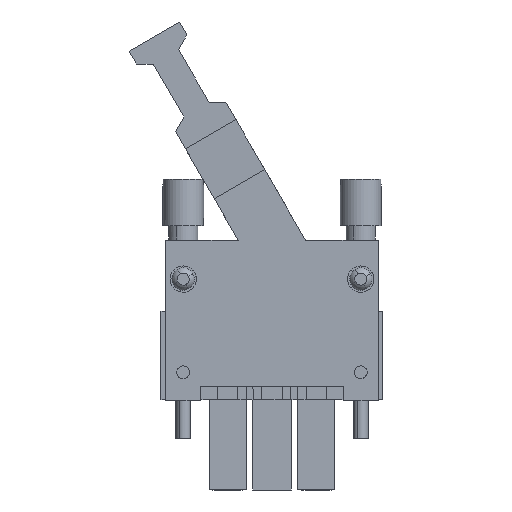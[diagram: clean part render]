
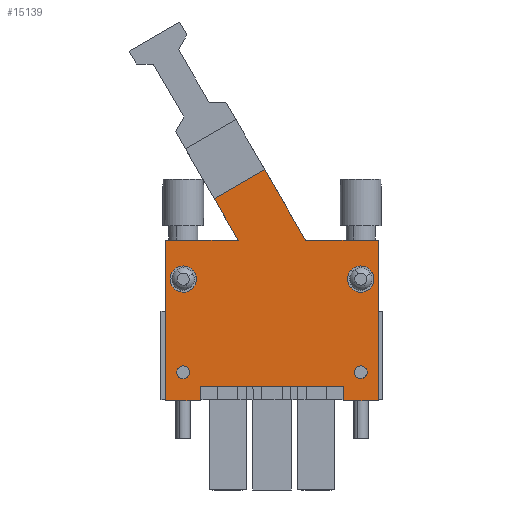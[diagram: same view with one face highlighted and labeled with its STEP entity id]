
A CAD part, front view. The second image highlights one B-rep face of the part: STEP entity #15139.
In plain terms, the highlighted planar face has unit normal (0, -1, 0).
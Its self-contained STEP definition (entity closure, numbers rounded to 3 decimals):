
#14967=AXIS2_PLACEMENT_3D('Plane Axis2P3D',#14964,#14965,#14966) ;
#15069=AXIS2_PLACEMENT_3D('Circle Axis2P3D',#15067,#15068,$) ;
#15078=AXIS2_PLACEMENT_3D('Circle Axis2P3D',#15076,#15077,$) ;
#15087=AXIS2_PLACEMENT_3D('Circle Axis2P3D',#15085,#15086,$) ;
#15096=AXIS2_PLACEMENT_3D('Circle Axis2P3D',#15094,#15095,$) ;
#15105=AXIS2_PLACEMENT_3D('Circle Axis2P3D',#15103,#15104,$) ;
#15114=AXIS2_PLACEMENT_3D('Circle Axis2P3D',#15112,#15113,$) ;
#15123=AXIS2_PLACEMENT_3D('Circle Axis2P3D',#15121,#15122,$) ;
#15132=AXIS2_PLACEMENT_3D('Circle Axis2P3D',#15130,#15131,$) ;
#14964=CARTESIAN_POINT('Axis2P3D Location',(0.,1.6,0.)) ;
#14969=CARTESIAN_POINT('Line Origine',(0.78,1.6,29.1)) ;
#14973=CARTESIAN_POINT('Vertex',(0.78,1.6,42.85)) ;
#14975=CARTESIAN_POINT('Vertex',(0.78,1.6,15.35)) ;
#14978=CARTESIAN_POINT('Line Origine',(3.77,1.6,15.35)) ;
#14982=CARTESIAN_POINT('Vertex',(6.76,1.6,15.35)) ;
#14985=CARTESIAN_POINT('Line Origine',(6.76,1.6,16.575)) ;
#14989=CARTESIAN_POINT('Vertex',(6.76,1.6,17.8)) ;
#14992=CARTESIAN_POINT('Line Origine',(19.051,1.6,17.8)) ;
#14996=CARTESIAN_POINT('Vertex',(31.341,1.6,17.8)) ;
#14999=CARTESIAN_POINT('Line Origine',(31.341,1.6,16.575)) ;
#15003=CARTESIAN_POINT('Vertex',(31.341,1.6,15.35)) ;
#15006=CARTESIAN_POINT('Line Origine',(34.331,1.6,15.35)) ;
#15010=CARTESIAN_POINT('Vertex',(37.321,1.6,15.35)) ;
#15013=CARTESIAN_POINT('Line Origine',(37.321,1.6,29.1)) ;
#15017=CARTESIAN_POINT('Vertex',(37.321,1.6,42.85)) ;
#15020=CARTESIAN_POINT('Line Origine',(31.073,1.6,42.85)) ;
#15024=CARTESIAN_POINT('Vertex',(24.825,1.6,42.85)) ;
#15027=CARTESIAN_POINT('Line Origine',(21.319,1.6,48.924)) ;
#15031=CARTESIAN_POINT('Vertex',(17.812,1.6,54.998)) ;
#15034=CARTESIAN_POINT('Line Origine',(13.481,1.6,52.497)) ;
#15038=CARTESIAN_POINT('Vertex',(9.15,1.6,49.997)) ;
#15041=CARTESIAN_POINT('Line Origine',(11.213,1.6,46.423)) ;
#15045=CARTESIAN_POINT('Vertex',(13.276,1.6,42.85)) ;
#15048=CARTESIAN_POINT('Line Origine',(7.028,1.6,42.85)) ;
#15067=CARTESIAN_POINT('Axis2P3D Location',(3.81,1.6,20.2)) ;
#15071=CARTESIAN_POINT('Vertex',(4.775,1.6,20.727)) ;
#15073=CARTESIAN_POINT('Vertex',(2.845,1.6,19.673)) ;
#15076=CARTESIAN_POINT('Axis2P3D Location',(3.81,1.6,20.2)) ;
#15085=CARTESIAN_POINT('Axis2P3D Location',(3.81,1.6,36.6)) ;
#15089=CARTESIAN_POINT('Vertex',(2.406,1.6,35.833)) ;
#15091=CARTESIAN_POINT('Vertex',(5.214,1.6,37.367)) ;
#15094=CARTESIAN_POINT('Axis2P3D Location',(3.81,1.6,36.6)) ;
#15103=CARTESIAN_POINT('Axis2P3D Location',(34.29,1.6,20.2)) ;
#15107=CARTESIAN_POINT('Vertex',(35.255,1.6,19.673)) ;
#15109=CARTESIAN_POINT('Vertex',(33.325,1.6,20.727)) ;
#15112=CARTESIAN_POINT('Axis2P3D Location',(34.29,1.6,20.2)) ;
#15121=CARTESIAN_POINT('Axis2P3D Location',(34.29,1.6,36.6)) ;
#15125=CARTESIAN_POINT('Vertex',(32.886,1.6,37.367)) ;
#15127=CARTESIAN_POINT('Vertex',(35.694,1.6,35.833)) ;
#15130=CARTESIAN_POINT('Axis2P3D Location',(34.29,1.6,36.6)) ;
#14965=DIRECTION('Axis2P3D Direction',(0.,-1.,0.)) ;
#14966=DIRECTION('Axis2P3D XDirection',(1.,0.,0.)) ;
#14970=DIRECTION('Vector Direction',(0.,0.,-1.)) ;
#14979=DIRECTION('Vector Direction',(-1.,0.,0.)) ;
#14986=DIRECTION('Vector Direction',(0.,0.,1.)) ;
#14993=DIRECTION('Vector Direction',(1.,0.,0.)) ;
#15000=DIRECTION('Vector Direction',(0.,0.,-1.)) ;
#15007=DIRECTION('Vector Direction',(-1.,0.,0.)) ;
#15014=DIRECTION('Vector Direction',(0.,0.,1.)) ;
#15021=DIRECTION('Vector Direction',(1.,0.,0.)) ;
#15028=DIRECTION('Vector Direction',(0.5,0.,-0.866)) ;
#15035=DIRECTION('Vector Direction',(0.866,0.,0.5)) ;
#15042=DIRECTION('Vector Direction',(0.5,0.,-0.866)) ;
#15049=DIRECTION('Vector Direction',(1.,0.,0.)) ;
#15068=DIRECTION('Axis2P3D Direction',(0.,-1.,0.)) ;
#15077=DIRECTION('Axis2P3D Direction',(0.,-1.,0.)) ;
#15086=DIRECTION('Axis2P3D Direction',(0.,-1.,0.)) ;
#15095=DIRECTION('Axis2P3D Direction',(0.,-1.,0.)) ;
#15104=DIRECTION('Axis2P3D Direction',(0.,-1.,0.)) ;
#15113=DIRECTION('Axis2P3D Direction',(0.,-1.,0.)) ;
#15122=DIRECTION('Axis2P3D Direction',(0.,-1.,0.)) ;
#15131=DIRECTION('Axis2P3D Direction',(0.,-1.,0.)) ;
#14971=VECTOR('Line Direction',#14970,1.) ;
#14980=VECTOR('Line Direction',#14979,1.) ;
#14987=VECTOR('Line Direction',#14986,1.) ;
#14994=VECTOR('Line Direction',#14993,1.) ;
#15001=VECTOR('Line Direction',#15000,1.) ;
#15008=VECTOR('Line Direction',#15007,1.) ;
#15015=VECTOR('Line Direction',#15014,1.) ;
#15022=VECTOR('Line Direction',#15021,1.) ;
#15029=VECTOR('Line Direction',#15028,1.) ;
#15036=VECTOR('Line Direction',#15035,1.) ;
#15043=VECTOR('Line Direction',#15042,1.) ;
#15050=VECTOR('Line Direction',#15049,1.) ;
#15054=ORIENTED_EDGE('',*,*,#14977,.T.) ;
#15055=ORIENTED_EDGE('',*,*,#14984,.T.) ;
#15056=ORIENTED_EDGE('',*,*,#14991,.T.) ;
#15057=ORIENTED_EDGE('',*,*,#14998,.T.) ;
#15058=ORIENTED_EDGE('',*,*,#15005,.T.) ;
#15059=ORIENTED_EDGE('',*,*,#15012,.T.) ;
#15060=ORIENTED_EDGE('',*,*,#15019,.T.) ;
#15061=ORIENTED_EDGE('',*,*,#15026,.T.) ;
#15062=ORIENTED_EDGE('',*,*,#15033,.F.) ;
#15063=ORIENTED_EDGE('',*,*,#15040,.F.) ;
#15064=ORIENTED_EDGE('',*,*,#15047,.F.) ;
#15065=ORIENTED_EDGE('',*,*,#15052,.T.) ;
#15082=ORIENTED_EDGE('',*,*,#15075,.F.) ;
#15083=ORIENTED_EDGE('',*,*,#15080,.F.) ;
#15100=ORIENTED_EDGE('',*,*,#15093,.F.) ;
#15101=ORIENTED_EDGE('',*,*,#15098,.F.) ;
#15118=ORIENTED_EDGE('',*,*,#15111,.F.) ;
#15119=ORIENTED_EDGE('',*,*,#15116,.F.) ;
#15136=ORIENTED_EDGE('',*,*,#15129,.F.) ;
#15137=ORIENTED_EDGE('',*,*,#15134,.F.) ;
#15084=FACE_BOUND('',#15081,.T.) ;
#15102=FACE_BOUND('',#15099,.T.) ;
#15120=FACE_BOUND('',#15117,.T.) ;
#15138=FACE_BOUND('',#15135,.T.) ;
#15139=ADVANCED_FACE('42957_SIBL BVZ(F)7.62HP-04_200 GB',(#15066,#15084,#15102,#15120,#15138),#14968,.T.) ;
#15070=CIRCLE('generated circle',#15069,1.1) ;
#15079=CIRCLE('generated circle',#15078,1.1) ;
#15088=CIRCLE('generated circle',#15087,1.6) ;
#15097=CIRCLE('generated circle',#15096,1.6) ;
#15106=CIRCLE('generated circle',#15105,1.1) ;
#15115=CIRCLE('generated circle',#15114,1.1) ;
#15124=CIRCLE('generated circle',#15123,1.6) ;
#15133=CIRCLE('generated circle',#15132,1.6) ;
#14977=EDGE_CURVE('',#14974,#14976,#14972,.T.) ;
#14984=EDGE_CURVE('',#14976,#14983,#14981,.F.) ;
#14991=EDGE_CURVE('',#14983,#14990,#14988,.T.) ;
#14998=EDGE_CURVE('',#14990,#14997,#14995,.T.) ;
#15005=EDGE_CURVE('',#14997,#15004,#15002,.T.) ;
#15012=EDGE_CURVE('',#15004,#15011,#15009,.F.) ;
#15019=EDGE_CURVE('',#15011,#15018,#15016,.T.) ;
#15026=EDGE_CURVE('',#15018,#15025,#15023,.F.) ;
#15033=EDGE_CURVE('',#15032,#15025,#15030,.T.) ;
#15040=EDGE_CURVE('',#15039,#15032,#15037,.T.) ;
#15047=EDGE_CURVE('',#15046,#15039,#15044,.F.) ;
#15052=EDGE_CURVE('',#15046,#14974,#15051,.F.) ;
#15075=EDGE_CURVE('',#15072,#15074,#15070,.T.) ;
#15080=EDGE_CURVE('',#15074,#15072,#15079,.T.) ;
#15093=EDGE_CURVE('',#15090,#15092,#15088,.T.) ;
#15098=EDGE_CURVE('',#15092,#15090,#15097,.T.) ;
#15111=EDGE_CURVE('',#15108,#15110,#15106,.T.) ;
#15116=EDGE_CURVE('',#15110,#15108,#15115,.T.) ;
#15129=EDGE_CURVE('',#15126,#15128,#15124,.T.) ;
#15134=EDGE_CURVE('',#15128,#15126,#15133,.T.) ;
#15053=EDGE_LOOP('',(#15054,#15055,#15056,#15057,#15058,#15059,#15060,#15061,#15062,#15063,#15064,#15065)) ;
#15081=EDGE_LOOP('',(#15082,#15083)) ;
#15099=EDGE_LOOP('',(#15100,#15101)) ;
#15117=EDGE_LOOP('',(#15118,#15119)) ;
#15135=EDGE_LOOP('',(#15136,#15137)) ;
#15066=FACE_OUTER_BOUND('',#15053,.T.) ;
#14972=LINE('Line',#14969,#14971) ;
#14981=LINE('Line',#14978,#14980) ;
#14988=LINE('Line',#14985,#14987) ;
#14995=LINE('Line',#14992,#14994) ;
#15002=LINE('Line',#14999,#15001) ;
#15009=LINE('Line',#15006,#15008) ;
#15016=LINE('Line',#15013,#15015) ;
#15023=LINE('Line',#15020,#15022) ;
#15030=LINE('Line',#15027,#15029) ;
#15037=LINE('Line',#15034,#15036) ;
#15044=LINE('Line',#15041,#15043) ;
#15051=LINE('Line',#15048,#15050) ;
#14968=PLANE('',#14967) ;
#14974=VERTEX_POINT('',#14973) ;
#14976=VERTEX_POINT('',#14975) ;
#14983=VERTEX_POINT('',#14982) ;
#14990=VERTEX_POINT('',#14989) ;
#14997=VERTEX_POINT('',#14996) ;
#15004=VERTEX_POINT('',#15003) ;
#15011=VERTEX_POINT('',#15010) ;
#15018=VERTEX_POINT('',#15017) ;
#15025=VERTEX_POINT('',#15024) ;
#15032=VERTEX_POINT('',#15031) ;
#15039=VERTEX_POINT('',#15038) ;
#15046=VERTEX_POINT('',#15045) ;
#15072=VERTEX_POINT('',#15071) ;
#15074=VERTEX_POINT('',#15073) ;
#15090=VERTEX_POINT('',#15089) ;
#15092=VERTEX_POINT('',#15091) ;
#15108=VERTEX_POINT('',#15107) ;
#15110=VERTEX_POINT('',#15109) ;
#15126=VERTEX_POINT('',#15125) ;
#15128=VERTEX_POINT('',#15127) ;
